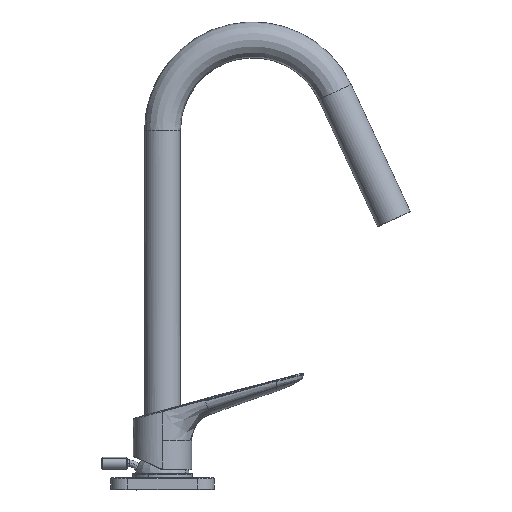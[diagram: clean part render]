
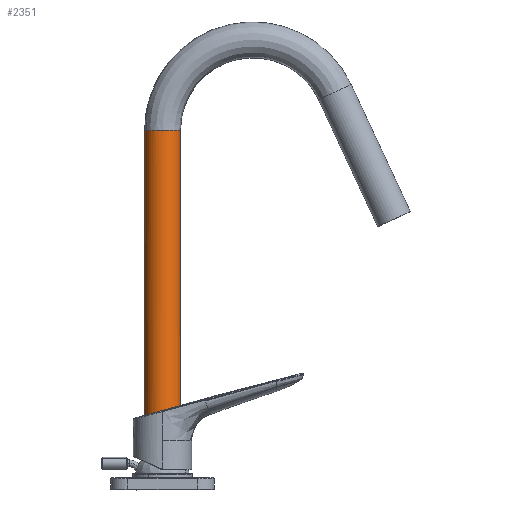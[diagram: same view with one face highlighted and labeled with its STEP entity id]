
A CAD part, front view. The second image highlights one B-rep face of the part: STEP entity #2351.
In plain terms, the highlighted cylindrical face has radius 10.5 mm (diameter 21 mm), a partial arc.
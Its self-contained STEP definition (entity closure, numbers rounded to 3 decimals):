
#1521=CARTESIAN_POINT(' ',(-10.423,-1.271,9.));
#1522=VERTEX_POINT(' ',#1521);
#1561=CARTESIAN_POINT(' ',(10.5,0.,9.));
#1562=VERTEX_POINT(' ',#1561);
#1576=CARTESIAN_POINT(' ',(0.,0.,9.));
#1581=DIRECTION(' ',(0.,0.,1.));
#1586=DIRECTION(' ',(-0.993,-0.121,0.));
#1591=AXIS2_PLACEMENT_3D(' ',#1576,#1581,#1586);
#1596=CIRCLE('',#1591,10.5);
#1601=EDGE_CURVE(' ',#1522,#1562,#1596,.T.);
#1756=CARTESIAN_POINT(' ',(-10.5,0.,12.9));
#1757=VERTEX_POINT(' ',#1756);
#1831=CARTESIAN_POINT(' ',(-10.334,-1.862,11.519));
#1832=VERTEX_POINT(' ',#1831);
#1846=CARTESIAN_POINT(' ',(-10.5,0.,12.9));
#1851=CARTESIAN_POINT(' ',(-10.5,-0.518,12.9));
#1856=CARTESIAN_POINT(' ',(-10.459,-0.997,12.679));
#1861=CARTESIAN_POINT(' ',(-10.384,-1.572,12.104));
#1866=CARTESIAN_POINT(' ',(-10.354,-1.75,11.822));
#1871=CARTESIAN_POINT(' ',(-10.334,-1.862,11.519));
#1876=B_SPLINE_CURVE_WITH_KNOTS('',3,(#1846,#1851,#1856,#1861,#1866,#1871),.UNSPECIFIED.,.F.,.U.,(4,2,4),(0.,0.619,1.),.UNSPECIFIED.);
#1881=EDGE_CURVE(' ',#1757,#1832,#1876,.T.);
#2001=CARTESIAN_POINT(' ',(-10.423,-1.271,9.));
#2006=CARTESIAN_POINT(' ',(-10.4,-1.458,9.168));
#2011=CARTESIAN_POINT(' ',(-10.379,-1.598,9.353));
#2016=CARTESIAN_POINT(' ',(-10.339,-1.834,9.77));
#2021=CARTESIAN_POINT(' ',(-10.323,-1.919,10.008));
#2026=CARTESIAN_POINT(' ',(-10.305,-2.015,10.525));
#2031=CARTESIAN_POINT(' ',(-10.304,-2.02,10.816));
#2036=CARTESIAN_POINT(' ',(-10.317,-1.95,11.237));
#2041=CARTESIAN_POINT(' ',(-10.324,-1.913,11.379));
#2046=CARTESIAN_POINT(' ',(-10.334,-1.862,11.519));
#2051=B_SPLINE_CURVE_WITH_KNOTS('',3,(#2001,#2006,#2011,#2016,#2021,#2026,#2031,#2036,#2041,#2046),.UNSPECIFIED.,.F.,.U.,(4,2,2,2,4),(0.,0.249,0.547,0.846,1.),.UNSPECIFIED.);
#2056=EDGE_CURVE(' ',#1522,#1832,#2051,.T.);
#2121=CARTESIAN_POINT(' ',(-10.5,0.,12.9));
#2126=DIRECTION(' ',(0.,0.,1.));
#2131=VECTOR(' ',#2126,1.);
#2136=LINE('',#2121,#2131);
#2141=CARTESIAN_POINT(' ',(-10.5,0.,206.802));
#2142=VERTEX_POINT(' ',#2141);
#2146=EDGE_CURVE(' ',#1757,#2142,#2136,.T.);
#2181=CARTESIAN_POINT(' ',(10.5,0.,206.802));
#2182=VERTEX_POINT(' ',#2181);
#2196=CARTESIAN_POINT(' ',(10.5,0.,9.));
#2201=DIRECTION(' ',(0.,0.,1.));
#2206=VECTOR(' ',#2201,1.);
#2211=LINE('',#2196,#2206);
#2216=EDGE_CURVE(' ',#1562,#2182,#2211,.T.);
#2256=CARTESIAN_POINT(' ',(0.,0.,103.401));
#2261=DIRECTION(' ',(0.,0.,1.));
#2266=DIRECTION(' ',(-1.,0.,0.));
#2271=AXIS2_PLACEMENT_3D(' ',#2256,#2261,#2266);
#2276=CYLINDRICAL_SURFACE(' ',#2271,10.5);
#2281=ORIENTED_EDGE(' ',*,*,#1601,.T.);
#2286=ORIENTED_EDGE(' ',*,*,#2216,.T.);
#2291=CARTESIAN_POINT(' ',(0.,0.,206.802));
#2296=DIRECTION(' ',(0.,0.,1.));
#2301=DIRECTION(' ',(-1.,0.,0.));
#2306=AXIS2_PLACEMENT_3D(' ',#2291,#2296,#2301);
#2311=CIRCLE('',#2306,10.5);
#2316=EDGE_CURVE(' ',#2142,#2182,#2311,.T.);
#2321=ORIENTED_EDGE(' ',*,*,#2316,.F.);
#2326=ORIENTED_EDGE(' ',*,*,#2146,.F.);
#2331=ORIENTED_EDGE(' ',*,*,#1881,.T.);
#2336=ORIENTED_EDGE(' ',*,*,#2056,.F.);
#2341=EDGE_LOOP(' ',(#2281,#2286,#2321,#2326,#2331,#2336));
#2346=FACE_OUTER_BOUND(' ',#2341,.T.);
#2351=ADVANCED_FACE('',(#2346),#2276,.T.);
